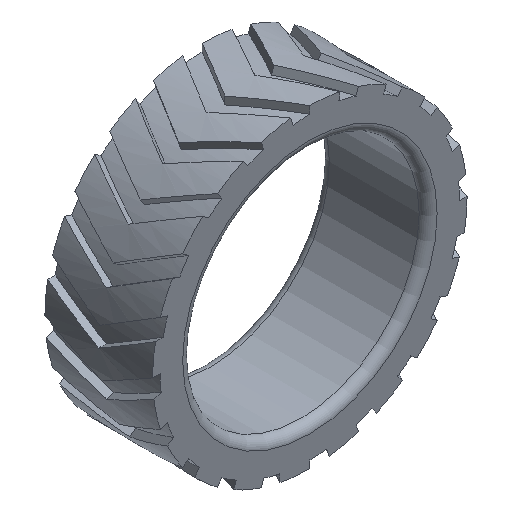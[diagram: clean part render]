
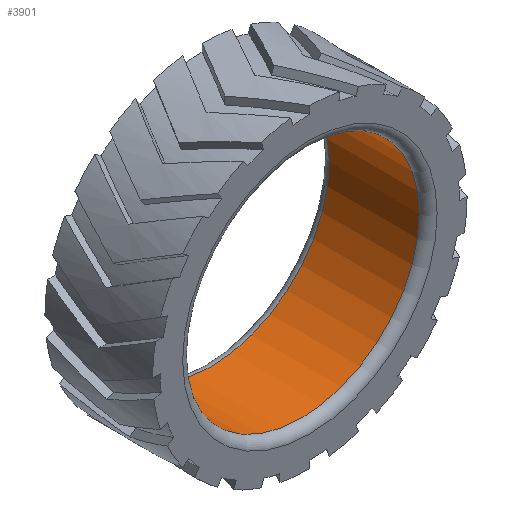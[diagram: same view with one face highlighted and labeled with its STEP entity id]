
A CAD part, isometric view. The second image highlights one B-rep face of the part: STEP entity #3901.
In plain terms, the highlighted cylindrical face has radius 15.8 mm (diameter 31.6 mm), a full revolution.
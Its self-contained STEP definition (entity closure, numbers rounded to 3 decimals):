
#721 = VERTEX_POINT('',#722);
#722 = CARTESIAN_POINT('',(15.8,-13.4,0.));
#731 = EDGE_CURVE('',#721,#721,#732,.T.);
#732 = CIRCLE('',#733,15.8);
#733 = AXIS2_PLACEMENT_3D('',#734,#735,#736);
#734 = CARTESIAN_POINT('',(0.,-13.4,0.));
#735 = DIRECTION('',(0.,-1.,0.));
#736 = DIRECTION('',(1.,0.,0.));
#3901 = ADVANCED_FACE('',(#3902),#3921,.F.);
#3902 = FACE_BOUND('',#3903,.T.);
#3903 = EDGE_LOOP('',(#3904,#3912,#3913,#3914));
#3904 = ORIENTED_EDGE('',*,*,#3905,.T.);
#3905 = EDGE_CURVE('',#3906,#721,#3908,.T.);
#3906 = VERTEX_POINT('',#3907);
#3907 = CARTESIAN_POINT('',(15.8,-1.4,0.));
#3908 = LINE('',#3909,#3910);
#3909 = CARTESIAN_POINT('',(15.8,-0.2,0.));
#3910 = VECTOR('',#3911,1.);
#3911 = DIRECTION('',(0.,-1.,0.));
#3912 = ORIENTED_EDGE('',*,*,#731,.T.);
#3913 = ORIENTED_EDGE('',*,*,#3905,.F.);
#3914 = ORIENTED_EDGE('',*,*,#3915,.F.);
#3915 = EDGE_CURVE('',#3906,#3906,#3916,.T.);
#3916 = CIRCLE('',#3917,15.8);
#3917 = AXIS2_PLACEMENT_3D('',#3918,#3919,#3920);
#3918 = CARTESIAN_POINT('',(0.,-1.4,0.));
#3919 = DIRECTION('',(0.,-1.,0.));
#3920 = DIRECTION('',(1.,0.,0.));
#3921 = CYLINDRICAL_SURFACE('',#3922,15.8);
#3922 = AXIS2_PLACEMENT_3D('',#3923,#3924,#3925);
#3923 = CARTESIAN_POINT('',(0.,-0.2,0.));
#3924 = DIRECTION('',(0.,1.,0.));
#3925 = DIRECTION('',(1.,0.,0.));
